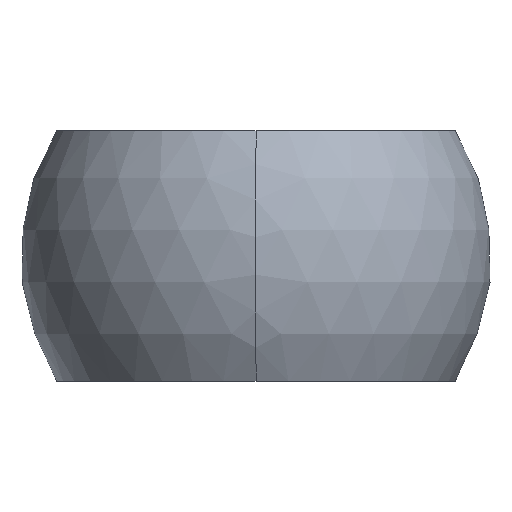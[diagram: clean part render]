
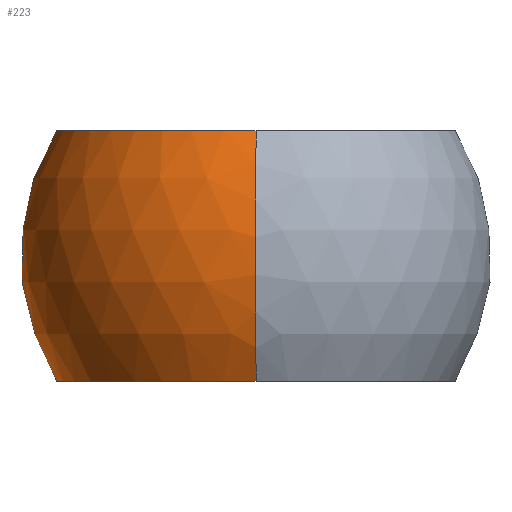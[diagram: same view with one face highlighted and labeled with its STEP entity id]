
A CAD part, left-side view. The second image highlights one B-rep face of the part: STEP entity #223.
In plain terms, the highlighted spherical face has radius 16 mm.
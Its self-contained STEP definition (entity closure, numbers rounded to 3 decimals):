
#189=EDGE_CURVE('',#233,#209,#383,.T.);
#193=EDGE_CURVE('',#209,#229,#387,.T.);
#209=VERTEX_POINT('',#408);
#215=EDGE_CURVE('',#229,#225,#414,.T.);
#223=ADVANCED_FACE('',(#423),#424,.T.);
#225=VERTEX_POINT('',#426);
#227=EDGE_CURVE('',#225,#233,#428,.T.);
#229=VERTEX_POINT('',#430);
#233=VERTEX_POINT('',#436);
#383=CIRCLE('',#769,13.555);
#387=CIRCLE('',#775,12.121);
#408=CARTESIAN_POINT('',(10.444,8.641,-8.5));
#414=CIRCLE('',#809,13.555);
#423=FACE_OUTER_BOUND('',#819,.T.);
#424=SPHERICAL_SURFACE('',#820,16.0);
#426=CARTESIAN_POINT('',(-13.555,0.,8.5));
#428=CIRCLE('',#825,16.0);
#430=CARTESIAN_POINT('',(10.444,8.641,8.5));
#436=CARTESIAN_POINT('',(-13.555,0.,-8.5));
#769=AXIS2_PLACEMENT_3D('',#1051,#1052,#1053);
#775=AXIS2_PLACEMENT_3D('',#1057,#1058,#1059);
#809=AXIS2_PLACEMENT_3D('',#1095,#1096,#1097);
#819=EDGE_LOOP('',(#1110,#1111,#1112,#1113));
#820=AXIS2_PLACEMENT_3D('',#1114,#1115,#1116);
#825=AXIS2_PLACEMENT_3D('',#1117,#1118,#1119);
#1051=CARTESIAN_POINT('',(0.0,0.0,-8.5));
#1052=DIRECTION('',(-0.0,-0.0,-1.0));
#1053=DIRECTION('',(0.0,-1.0,0.0));
#1057=CARTESIAN_POINT('',(10.444,0.0,0.0));
#1058=DIRECTION('',(1.0,0.0,0.0));
#1059=DIRECTION('',(0.0,1.0,0.0));
#1095=CARTESIAN_POINT('',(0.0,0.0,8.5));
#1096=DIRECTION('',(0.0,-0.0,1.0));
#1097=DIRECTION('',(0.0,1.0,0.0));
#1110=ORIENTED_EDGE('',*,*,#227,.F.);
#1111=ORIENTED_EDGE('',*,*,#215,.F.);
#1112=ORIENTED_EDGE('',*,*,#193,.F.);
#1113=ORIENTED_EDGE('',*,*,#189,.F.);
#1114=CARTESIAN_POINT('',(0.0,0.0,0.0));
#1115=DIRECTION('',(0.0,0.0,1.0));
#1116=DIRECTION('',(1.0,0.0,0.0));
#1117=CARTESIAN_POINT('',(0.0,0.0,0.0));
#1118=DIRECTION('',(0.,-1.0,0.0));
#1119=DIRECTION('',(0.0,0.0,1.0));
